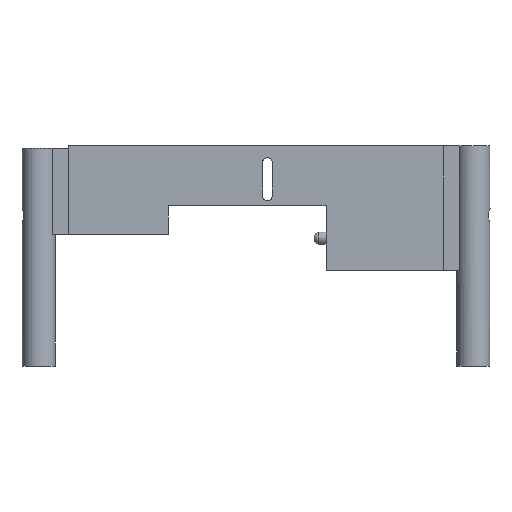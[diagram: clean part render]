
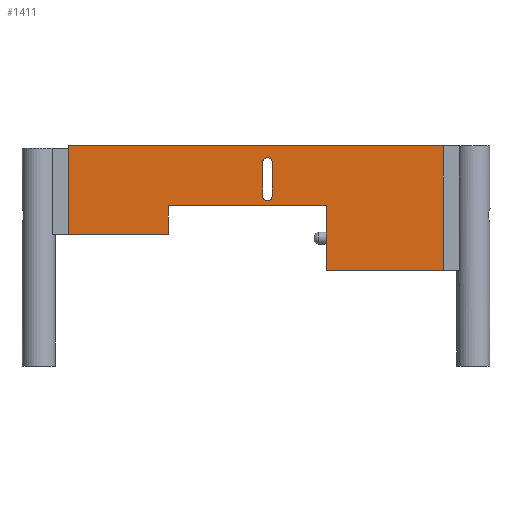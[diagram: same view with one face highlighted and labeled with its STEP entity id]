
A CAD part, front view. The second image highlights one B-rep face of the part: STEP entity #1411.
In plain terms, the highlighted planar face has unit normal (0, -1, 0).
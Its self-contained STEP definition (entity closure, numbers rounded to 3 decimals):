
#52=FACE_BOUND('',#239,.T.);
#93=PLANE('',#1536);
#146=FACE_OUTER_BOUND('',#238,.T.);
#238=EDGE_LOOP('',(#1151,#1152,#1153,#1154,#1155,#1156,#1157,#1158));
#239=EDGE_LOOP('',(#1159,#1160,#1161,#1162));
#319=LINE('',#2081,#448);
#343=LINE('',#2380,#472);
#359=LINE('',#2434,#488);
#363=LINE('',#2459,#492);
#367=LINE('',#2468,#496);
#369=LINE('',#2475,#498);
#370=LINE('',#2477,#499);
#371=LINE('',#2478,#500);
#372=LINE('',#2479,#501);
#373=LINE('',#2480,#502);
#448=VECTOR('',#1659,10.);
#472=VECTOR('',#1729,10.);
#488=VECTOR('',#1781,10.);
#492=VECTOR('',#1803,10.);
#496=VECTOR('',#1813,10.);
#498=VECTOR('',#1821,10.);
#499=VECTOR('',#1822,10.);
#500=VECTOR('',#1823,10.);
#501=VECTOR('',#1824,10.);
#502=VECTOR('',#1825,10.);
#591=CIRCLE('',#1532,2.);
#592=CIRCLE('',#1535,2.);
#640=VERTEX_POINT('',#2078);
#641=VERTEX_POINT('',#2080);
#675=VERTEX_POINT('',#2378);
#694=VERTEX_POINT('',#2431);
#695=VERTEX_POINT('',#2433);
#706=VERTEX_POINT('',#2457);
#707=VERTEX_POINT('',#2458);
#708=VERTEX_POINT('',#2463);
#709=VERTEX_POINT('',#2467);
#710=VERTEX_POINT('',#2473);
#711=VERTEX_POINT('',#2474);
#712=VERTEX_POINT('',#2476);
#783=EDGE_CURVE('',#640,#641,#319,.T.);
#830=EDGE_CURVE('',#675,#640,#343,.T.);
#857=EDGE_CURVE('',#695,#694,#359,.T.);
#869=EDGE_CURVE('',#706,#707,#363,.T.);
#872=EDGE_CURVE('',#707,#708,#591,.T.);
#874=EDGE_CURVE('',#708,#709,#367,.T.);
#876=EDGE_CURVE('',#709,#706,#592,.T.);
#877=EDGE_CURVE('',#710,#711,#369,.T.);
#878=EDGE_CURVE('',#711,#712,#370,.T.);
#879=EDGE_CURVE('',#712,#641,#371,.T.);
#880=EDGE_CURVE('',#675,#695,#372,.T.);
#881=EDGE_CURVE('',#694,#710,#373,.T.);
#1151=ORIENTED_EDGE('',*,*,#877,.T.);
#1152=ORIENTED_EDGE('',*,*,#878,.T.);
#1153=ORIENTED_EDGE('',*,*,#879,.T.);
#1154=ORIENTED_EDGE('',*,*,#783,.F.);
#1155=ORIENTED_EDGE('',*,*,#830,.F.);
#1156=ORIENTED_EDGE('',*,*,#880,.T.);
#1157=ORIENTED_EDGE('',*,*,#857,.T.);
#1158=ORIENTED_EDGE('',*,*,#881,.T.);
#1159=ORIENTED_EDGE('',*,*,#874,.T.);
#1160=ORIENTED_EDGE('',*,*,#876,.T.);
#1161=ORIENTED_EDGE('',*,*,#869,.T.);
#1162=ORIENTED_EDGE('',*,*,#872,.T.);
#1411=ADVANCED_FACE('',(#146,#52),#93,.T.);
#1532=AXIS2_PLACEMENT_3D('',#2464,#1808,#1809);
#1535=AXIS2_PLACEMENT_3D('',#2471,#1817,#1818);
#1536=AXIS2_PLACEMENT_3D('',#2472,#1819,#1820);
#1659=DIRECTION('',(-1.,0.,0.));
#1729=DIRECTION('',(0.,0.,-1.));
#1781=DIRECTION('',(0.,0.,-1.));
#1803=DIRECTION('',(0.,0.,-1.));
#1808=DIRECTION('center_axis',(0.,1.,0.));
#1809=DIRECTION('ref_axis',(-1.,0.,0.));
#1813=DIRECTION('',(0.,0.,1.));
#1817=DIRECTION('center_axis',(0.,1.,0.));
#1818=DIRECTION('ref_axis',(1.,0.,0.));
#1819=DIRECTION('center_axis',(0.,-1.,0.));
#1820=DIRECTION('ref_axis',(0.,0.,-1.));
#1821=DIRECTION('',(0.,0.,1.));
#1822=DIRECTION('',(1.,0.,0.));
#1823=DIRECTION('',(0.,0.,-1.));
#1824=DIRECTION('',(-1.,0.,0.));
#1825=DIRECTION('',(1.,0.,0.));
#2078=CARTESIAN_POINT('',(150.5,-4.5,-15.));
#2080=CARTESIAN_POINT('',(101.5,-4.5,-15.));
#2081=CARTESIAN_POINT('',(-6.,-4.5,-15.));
#2378=CARTESIAN_POINT('',(150.5,-4.5,37.));
#2380=CARTESIAN_POINT('',(150.5,-4.5,0.));
#2431=CARTESIAN_POINT('',(-6.,-4.5,0.));
#2433=CARTESIAN_POINT('',(-6.,-4.5,37.));
#2434=CARTESIAN_POINT('',(-6.,-4.5,0.));
#2457=CARTESIAN_POINT('',(79.013,-4.5,30.018));
#2458=CARTESIAN_POINT('',(79.013,-4.5,16.018));
#2459=CARTESIAN_POINT('',(79.013,-4.5,15.009));
#2463=CARTESIAN_POINT('',(75.013,-4.5,16.018));
#2464=CARTESIAN_POINT('Origin',(77.013,-4.5,16.018));
#2467=CARTESIAN_POINT('',(75.013,-4.5,30.018));
#2468=CARTESIAN_POINT('',(75.013,-4.5,8.009));
#2471=CARTESIAN_POINT('Origin',(77.013,-4.5,30.018));
#2472=CARTESIAN_POINT('Origin',(-6.,-4.5,0.));
#2473=CARTESIAN_POINT('',(35.5,-4.5,0.));
#2474=CARTESIAN_POINT('',(35.5,-4.5,12.));
#2475=CARTESIAN_POINT('',(35.5,-4.5,0.));
#2476=CARTESIAN_POINT('',(101.5,-4.5,12.));
#2477=CARTESIAN_POINT('',(14.75,-4.5,12.));
#2478=CARTESIAN_POINT('',(101.5,-4.5,6.));
#2479=CARTESIAN_POINT('',(-6.,-4.5,37.));
#2480=CARTESIAN_POINT('',(-6.,-4.5,0.));
